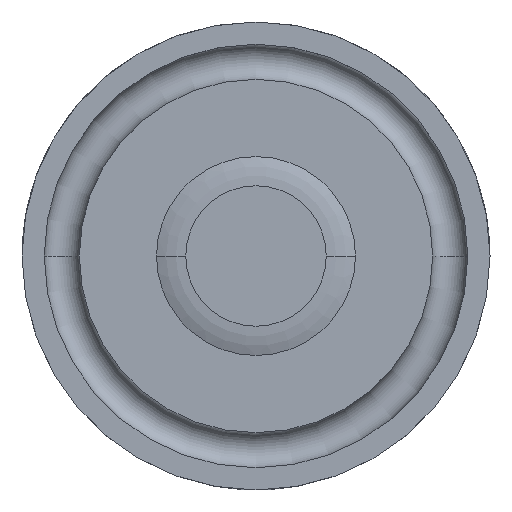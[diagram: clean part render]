
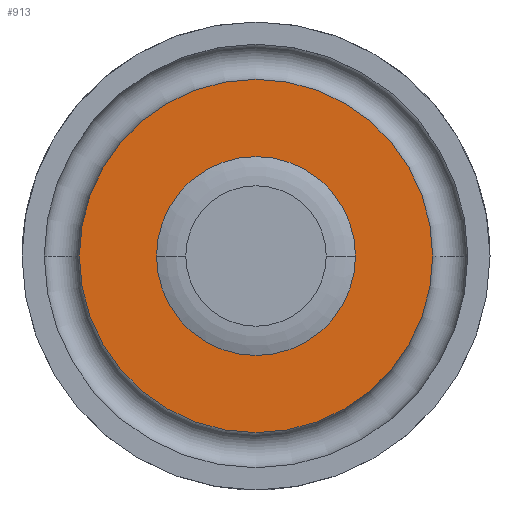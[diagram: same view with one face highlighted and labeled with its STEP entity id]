
A CAD part, top view. The second image highlights one B-rep face of the part: STEP entity #913.
In plain terms, the highlighted planar face has unit normal (0, 0, 1).
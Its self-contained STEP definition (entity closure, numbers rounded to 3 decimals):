
#65 = CARTESIAN_POINT ( 'NONE',  ( -15.1, 0., 5.5 ) ) ;
#388 = AXIS2_PLACEMENT_3D ( 'NONE', #2775, #6401, #1120 ) ;
#484 = CARTESIAN_POINT ( 'NONE',  ( 8.5, 0., 5.5 ) ) ;
#718 = DIRECTION ( 'NONE',  ( 0., 0., -1. ) ) ;
#806 = ORIENTED_EDGE ( 'NONE', *, *, #7656, .T. ) ;
#913 = ADVANCED_FACE ( 'NONE', ( #3378, #7225 ), #2217, .F. ) ;
#1077 = EDGE_CURVE ( 'NONE', #1899, #1741, #1862, .T. ) ;
#1120 = DIRECTION ( 'NONE',  ( -1., 0., 0. ) ) ;
#1304 = DIRECTION ( 'NONE',  ( -1., 0., 0. ) ) ;
#1553 = AXIS2_PLACEMENT_3D ( 'NONE', #3582, #7209, #3038 ) ;
#1561 = ORIENTED_EDGE ( 'NONE', *, *, #4084, .F. ) ;
#1705 = EDGE_LOOP ( 'NONE', ( #806, #5527 ) ) ;
#1741 = VERTEX_POINT ( 'NONE', #2219 ) ;
#1862 = CIRCLE ( 'NONE', #2802, 15.1 ) ;
#1899 = VERTEX_POINT ( 'NONE', #65 ) ;
#1965 = CARTESIAN_POINT ( 'NONE',  ( 0., 0., 5.5 ) ) ;
#2217 = PLANE ( 'NONE',  #1553 ) ;
#2219 = CARTESIAN_POINT ( 'NONE',  ( 15.1, 0., 5.5 ) ) ;
#2456 = ORIENTED_EDGE ( 'NONE', *, *, #1077, .F. ) ;
#2775 = CARTESIAN_POINT ( 'NONE',  ( 0., 0., 5.5 ) ) ;
#2802 = AXIS2_PLACEMENT_3D ( 'NONE', #1965, #718, #1304 ) ;
#2972 = CARTESIAN_POINT ( 'NONE',  ( -8.5, 0., 5.5 ) ) ;
#3038 = DIRECTION ( 'NONE',  ( -1., 0., 0. ) ) ;
#3319 = DIRECTION ( 'NONE',  ( -1., 0., 0. ) ) ;
#3378 = FACE_OUTER_BOUND ( 'NONE', #6425, .T. ) ;
#3399 = CIRCLE ( 'NONE', #388, 8.5 ) ;
#3582 = CARTESIAN_POINT ( 'NONE',  ( 15.1, 0., 5.5 ) ) ;
#3722 = DIRECTION ( 'NONE',  ( -1., 0., 0. ) ) ;
#3736 = CARTESIAN_POINT ( 'NONE',  ( 0., 0., 5.5 ) ) ;
#4084 = EDGE_CURVE ( 'NONE', #1741, #1899, #5177, .T. ) ;
#4529 = DIRECTION ( 'NONE',  ( 0., 0., -1. ) ) ;
#4546 = VERTEX_POINT ( 'NONE', #484 ) ;
#4961 = EDGE_CURVE ( 'NONE', #4546, #6102, #6006, .T. ) ;
#5177 = CIRCLE ( 'NONE', #6213, 15.1 ) ;
#5527 = ORIENTED_EDGE ( 'NONE', *, *, #4961, .T. ) ;
#5665 = AXIS2_PLACEMENT_3D ( 'NONE', #3736, #6689, #3722 ) ;
#6006 = CIRCLE ( 'NONE', #5665, 8.5 ) ;
#6102 = VERTEX_POINT ( 'NONE', #2972 ) ;
#6213 = AXIS2_PLACEMENT_3D ( 'NONE', #7589, #4529, #3319 ) ;
#6401 = DIRECTION ( 'NONE',  ( 0., 0., -1. ) ) ;
#6425 = EDGE_LOOP ( 'NONE', ( #2456, #1561 ) ) ;
#6689 = DIRECTION ( 'NONE',  ( 0., 0., -1. ) ) ;
#7209 = DIRECTION ( 'NONE',  ( 0., 0., -1. ) ) ;
#7225 = FACE_BOUND ( 'NONE', #1705, .T. ) ;
#7589 = CARTESIAN_POINT ( 'NONE',  ( 0., 0., 5.5 ) ) ;
#7656 = EDGE_CURVE ( 'NONE', #6102, #4546, #3399, .T. ) ;
